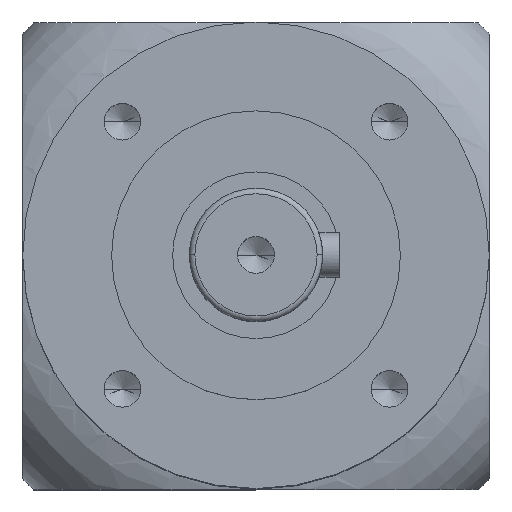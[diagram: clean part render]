
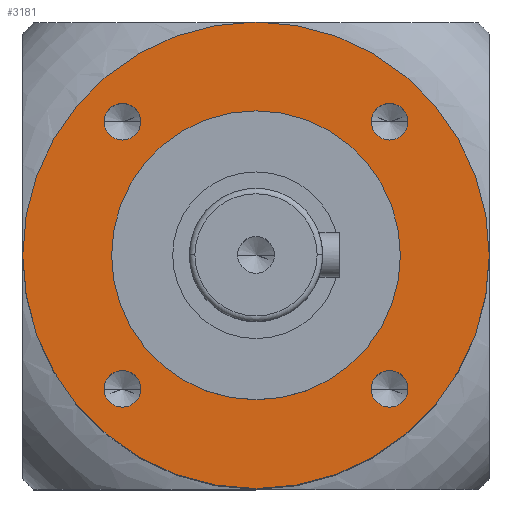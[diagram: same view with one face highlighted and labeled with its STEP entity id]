
A CAD part, top view. The second image highlights one B-rep face of the part: STEP entity #3181.
In plain terms, the highlighted planar face has unit normal (0, 0, 1).
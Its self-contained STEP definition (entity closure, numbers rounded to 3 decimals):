
#5 = EDGE_LOOP ( 'NONE', ( #331, #360 ) ) ;
#14 = DIRECTION ( 'NONE',  ( 0., 0., -1. ) ) ;
#45 = EDGE_CURVE ( 'NONE', #6584, #5163, #1770, .T. ) ;
#151 = ORIENTED_EDGE ( 'NONE', *, *, #6363, .T. ) ;
#162 = AXIS2_PLACEMENT_3D ( 'NONE', #2243, #2220, #2200 ) ;
#206 = CARTESIAN_POINT ( 'NONE',  ( -13., 0., -23. ) ) ;
#259 = VERTEX_POINT ( 'NONE', #1598 ) ;
#319 = EDGE_CURVE ( 'NONE', #3208, #259, #2409, .T. ) ;
#325 = DIRECTION ( 'NONE',  ( 1., 0., 0. ) ) ;
#331 = ORIENTED_EDGE ( 'NONE', *, *, #5500, .F. ) ;
#333 = PLANE ( 'NONE',  #3087 ) ;
#337 = CARTESIAN_POINT ( 'NONE',  ( 10.371, 12.021, -23. ) ) ;
#352 = FACE_BOUND ( 'NONE', #3277, .T. ) ;
#360 = ORIENTED_EDGE ( 'NONE', *, *, #4879, .F. ) ;
#423 = EDGE_LOOP ( 'NONE', ( #3084, #1516 ) ) ;
#426 = CIRCLE ( 'NONE', #2581, 1.65 ) ;
#480 = VERTEX_POINT ( 'NONE', #851 ) ;
#512 = VERTEX_POINT ( 'NONE', #206 ) ;
#554 = DIRECTION ( 'NONE',  ( 1., 0., 0. ) ) ;
#620 = DIRECTION ( 'NONE',  ( 0., 0., 1. ) ) ;
#641 = CARTESIAN_POINT ( 'NONE',  ( -12.021, 12.021, -23. ) ) ;
#648 = DIRECTION ( 'NONE',  ( 0., 0., 1. ) ) ;
#741 = AXIS2_PLACEMENT_3D ( 'NONE', #5026, #5038, #5057 ) ;
#810 = DIRECTION ( 'NONE',  ( 1., 0., 0. ) ) ;
#823 = DIRECTION ( 'NONE',  ( 0., 0., 1. ) ) ;
#840 = FACE_BOUND ( 'NONE', #5, .T. ) ;
#851 = CARTESIAN_POINT ( 'NONE',  ( -21., 0., -23. ) ) ;
#872 = CARTESIAN_POINT ( 'NONE',  ( 12.021, -12.021, -23. ) ) ;
#906 = FACE_BOUND ( 'NONE', #423, .T. ) ;
#955 = EDGE_CURVE ( 'NONE', #259, #3208, #5118, .T. ) ;
#959 = CIRCLE ( 'NONE', #3880, 21. ) ;
#1004 = DIRECTION ( 'NONE',  ( 1., 0., 0. ) ) ;
#1086 = AXIS2_PLACEMENT_3D ( 'NONE', #3625, #3603, #3566 ) ;
#1090 = FACE_BOUND ( 'NONE', #5267, .T. ) ;
#1143 = DIRECTION ( 'NONE',  ( 0., 0., 1. ) ) ;
#1158 = VERTEX_POINT ( 'NONE', #1887 ) ;
#1162 = CARTESIAN_POINT ( 'NONE',  ( 12.021, 12.021, -23. ) ) ;
#1221 = AXIS2_PLACEMENT_3D ( 'NONE', #1162, #1143, #1004 ) ;
#1516 = ORIENTED_EDGE ( 'NONE', *, *, #3410, .F. ) ;
#1555 = ORIENTED_EDGE ( 'NONE', *, *, #955, .F. ) ;
#1598 = CARTESIAN_POINT ( 'NONE',  ( 13.671, -12.021, -23. ) ) ;
#1770 = CIRCLE ( 'NONE', #5799, 1.65 ) ;
#1791 = EDGE_LOOP ( 'NONE', ( #151, #4644 ) ) ;
#1814 = ORIENTED_EDGE ( 'NONE', *, *, #1825, .F. ) ;
#1825 = EDGE_CURVE ( 'NONE', #512, #4775, #6262, .T. ) ;
#1887 = CARTESIAN_POINT ( 'NONE',  ( 21., 0., -23. ) ) ;
#2023 = VERTEX_POINT ( 'NONE', #5896 ) ;
#2168 = CARTESIAN_POINT ( 'NONE',  ( 0., 21., -23. ) ) ;
#2200 = DIRECTION ( 'NONE',  ( 1., 0., 0. ) ) ;
#2220 = DIRECTION ( 'NONE',  ( 0., 0., 1. ) ) ;
#2232 = VERTEX_POINT ( 'NONE', #3798 ) ;
#2243 = CARTESIAN_POINT ( 'NONE',  ( -12.021, 12.021, -23. ) ) ;
#2370 = DIRECTION ( 'NONE',  ( 1., 0., 0. ) ) ;
#2395 = DIRECTION ( 'NONE',  ( 0., 0., 1. ) ) ;
#2408 = CIRCLE ( 'NONE', #1086, 1.65 ) ;
#2409 = CIRCLE ( 'NONE', #5241, 1.65 ) ;
#2438 = CARTESIAN_POINT ( 'NONE',  ( 0., 0., -23. ) ) ;
#2475 = EDGE_CURVE ( 'NONE', #4775, #512, #3680, .T. ) ;
#2581 = AXIS2_PLACEMENT_3D ( 'NONE', #4962, #4919, #4894 ) ;
#2649 = CARTESIAN_POINT ( 'NONE',  ( 0., 0., -23. ) ) ;
#2662 = DIRECTION ( 'NONE',  ( 0., 0., 1. ) ) ;
#2681 = DIRECTION ( 'NONE',  ( -1., 0., 0. ) ) ;
#2687 = DIRECTION ( 'NONE',  ( 1., 0., 0. ) ) ;
#2784 = CIRCLE ( 'NONE', #1221, 1.65 ) ;
#2898 = CARTESIAN_POINT ( 'NONE',  ( -13.671, -12.021, -23. ) ) ;
#2941 = AXIS2_PLACEMENT_3D ( 'NONE', #641, #620, #554 ) ;
#3012 = ORIENTED_EDGE ( 'NONE', *, *, #3086, .F. ) ;
#3084 = ORIENTED_EDGE ( 'NONE', *, *, #45, .F. ) ;
#3086 = EDGE_CURVE ( 'NONE', #6338, #2023, #3090, .T. ) ;
#3087 = AXIS2_PLACEMENT_3D ( 'NONE', #2168, #14, #2681 ) ;
#3090 = CIRCLE ( 'NONE', #2941, 1.65 ) ;
#3165 = CIRCLE ( 'NONE', #5032, 21. ) ;
#3181 = ADVANCED_FACE ( 'NONE', ( #352, #840, #1090, #906, #4317, #3611 ), #333, .F. ) ;
#3208 = VERTEX_POINT ( 'NONE', #5040 ) ;
#3261 = CARTESIAN_POINT ( 'NONE',  ( 13., 0., -23. ) ) ;
#3277 = EDGE_LOOP ( 'NONE', ( #3012, #4780 ) ) ;
#3410 = EDGE_CURVE ( 'NONE', #5163, #6584, #426, .T. ) ;
#3492 = CARTESIAN_POINT ( 'NONE',  ( -10.371, -12.021, -23. ) ) ;
#3566 = DIRECTION ( 'NONE',  ( 1., 0., 0. ) ) ;
#3603 = DIRECTION ( 'NONE',  ( 0., 0., 1. ) ) ;
#3611 = FACE_OUTER_BOUND ( 'NONE', #1791, .T. ) ;
#3625 = CARTESIAN_POINT ( 'NONE',  ( 12.021, 12.021, -23. ) ) ;
#3679 = CARTESIAN_POINT ( 'NONE',  ( -10.371, 12.021, -23. ) ) ;
#3680 = CIRCLE ( 'NONE', #4647, 13. ) ;
#3772 = CARTESIAN_POINT ( 'NONE',  ( 0., 0., -23. ) ) ;
#3798 = CARTESIAN_POINT ( 'NONE',  ( 13.671, 12.021, -23. ) ) ;
#3880 = AXIS2_PLACEMENT_3D ( 'NONE', #2438, #2395, #2370 ) ;
#4275 = DIRECTION ( 'NONE',  ( 1., 0., 0. ) ) ;
#4317 = FACE_BOUND ( 'NONE', #5858, .T. ) ;
#4350 = CARTESIAN_POINT ( 'NONE',  ( -12.021, -12.021, -23. ) ) ;
#4644 = ORIENTED_EDGE ( 'NONE', *, *, #5539, .T. ) ;
#4647 = AXIS2_PLACEMENT_3D ( 'NONE', #6117, #6109, #6057 ) ;
#4775 = VERTEX_POINT ( 'NONE', #3261 ) ;
#4780 = ORIENTED_EDGE ( 'NONE', *, *, #4825, .F. ) ;
#4825 = EDGE_CURVE ( 'NONE', #2023, #6338, #5288, .T. ) ;
#4879 = EDGE_CURVE ( 'NONE', #5329, #2232, #2784, .T. ) ;
#4894 = DIRECTION ( 'NONE',  ( 1., 0., 0. ) ) ;
#4919 = DIRECTION ( 'NONE',  ( 0., 0., 1. ) ) ;
#4962 = CARTESIAN_POINT ( 'NONE',  ( -12.021, -12.021, -23. ) ) ;
#5026 = CARTESIAN_POINT ( 'NONE',  ( 12.021, -12.021, -23. ) ) ;
#5032 = AXIS2_PLACEMENT_3D ( 'NONE', #3772, #648, #4275 ) ;
#5038 = DIRECTION ( 'NONE',  ( 0., 0., 1. ) ) ;
#5040 = CARTESIAN_POINT ( 'NONE',  ( 10.371, -12.021, -23. ) ) ;
#5057 = DIRECTION ( 'NONE',  ( 1., 0., 0. ) ) ;
#5118 = CIRCLE ( 'NONE', #741, 1.65 ) ;
#5163 = VERTEX_POINT ( 'NONE', #2898 ) ;
#5197 = DIRECTION ( 'NONE',  ( 0., 0., 1. ) ) ;
#5241 = AXIS2_PLACEMENT_3D ( 'NONE', #872, #823, #810 ) ;
#5267 = EDGE_LOOP ( 'NONE', ( #1555, #6310 ) ) ;
#5288 = CIRCLE ( 'NONE', #162, 1.65 ) ;
#5311 = AXIS2_PLACEMENT_3D ( 'NONE', #2649, #2662, #2687 ) ;
#5329 = VERTEX_POINT ( 'NONE', #337 ) ;
#5477 = ORIENTED_EDGE ( 'NONE', *, *, #2475, .F. ) ;
#5500 = EDGE_CURVE ( 'NONE', #2232, #5329, #2408, .T. ) ;
#5539 = EDGE_CURVE ( 'NONE', #480, #1158, #959, .T. ) ;
#5799 = AXIS2_PLACEMENT_3D ( 'NONE', #4350, #5197, #325 ) ;
#5858 = EDGE_LOOP ( 'NONE', ( #5477, #1814 ) ) ;
#5896 = CARTESIAN_POINT ( 'NONE',  ( -13.671, 12.021, -23. ) ) ;
#6057 = DIRECTION ( 'NONE',  ( 1., 0., 0. ) ) ;
#6109 = DIRECTION ( 'NONE',  ( 0., 0., 1. ) ) ;
#6117 = CARTESIAN_POINT ( 'NONE',  ( 0., 0., -23. ) ) ;
#6262 = CIRCLE ( 'NONE', #5311, 13. ) ;
#6310 = ORIENTED_EDGE ( 'NONE', *, *, #319, .F. ) ;
#6338 = VERTEX_POINT ( 'NONE', #3679 ) ;
#6363 = EDGE_CURVE ( 'NONE', #1158, #480, #3165, .T. ) ;
#6584 = VERTEX_POINT ( 'NONE', #3492 ) ;
